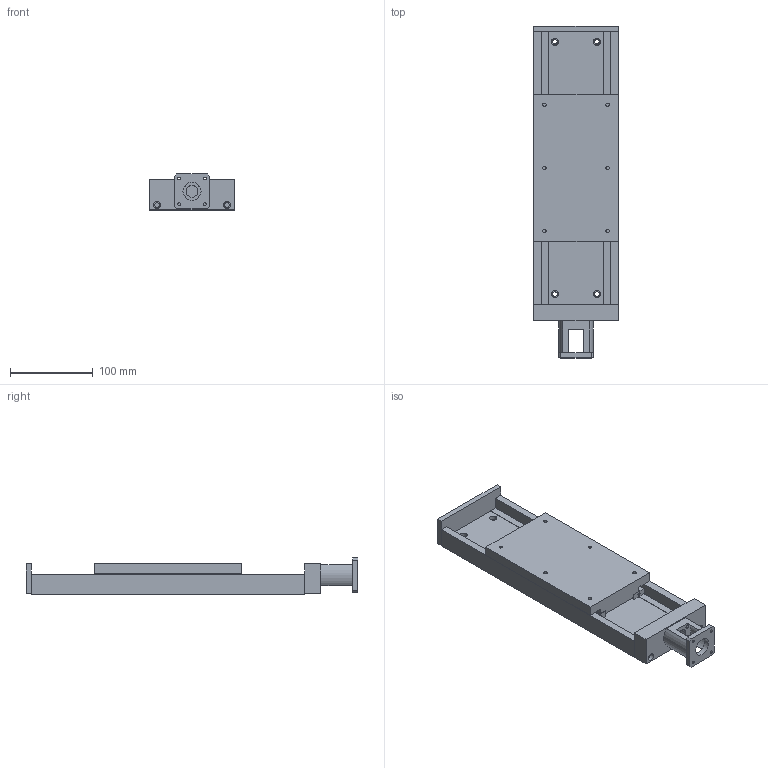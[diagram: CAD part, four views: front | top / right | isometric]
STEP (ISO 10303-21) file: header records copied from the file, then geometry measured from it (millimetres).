
FILE_DESCRIPTION((''),'2;1');
FILE_NAME('CGAC4-13-6.stp','2004-01-27T20:44:12',('Owner'),(''),'Autodesk Inventor (tm) 5.3','Autodesk Inventor (tm) 5.3','');
FILE_SCHEMA(('CONFIG_CONTROL_DESIGN'));
Length unit declared in the file: inch
Products named in the file (10): CGAC4-13-6; CGAC4-13-6 BOTTOM-BASE; CGAC4-13-6 TOP-BASE; CGAC4-13-6 RAIL-A; CGAC4-13-6 RAIL-B; CGAC4-13-6 RAIL-C; CGAC4-13-6 RAIL-D; CGAC4-13-6 END-PLATE-A; CGAC4-13-6 END-PLATE-B; CGAC4-13-6 MTG-BRKT-17
Assembly tree (9 placements, depth 2):
  CGAC4-13-6
    CGAC4-13-6 BOTTOM-BASE
    CGAC4-13-6 TOP-BASE
    CGAC4-13-6 RAIL-A
    CGAC4-13-6 RAIL-B
    CGAC4-13-6 RAIL-C
    CGAC4-13-6 RAIL-D
    CGAC4-13-6 END-PLATE-A
    CGAC4-13-6 END-PLATE-B
    CGAC4-13-6 MTG-BRKT-17
Bounding box: 101.6 x 401.07 x 43.52 mm (x, y, z)
Volume: 898358.1 mm3; surface area: 203621.9 mm2
Topology: 9 solids, 9 shells, 207 faces, 534 edges, 356 vertices
Faces by surface type: plane 119, bspline 78, cylinder 10
Entity records: 8637 total; most frequent: CARTESIAN_POINT 2302, ORIENTED_EDGE 1068, DIRECTION 986, EDGE_CURVE 534, VECTOR 378, LINE 378, VERTEX_POINT 356, AXIS2_PLACEMENT_3D 304
